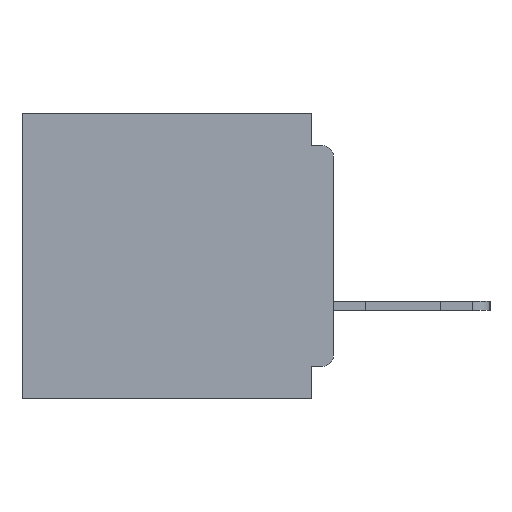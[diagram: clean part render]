
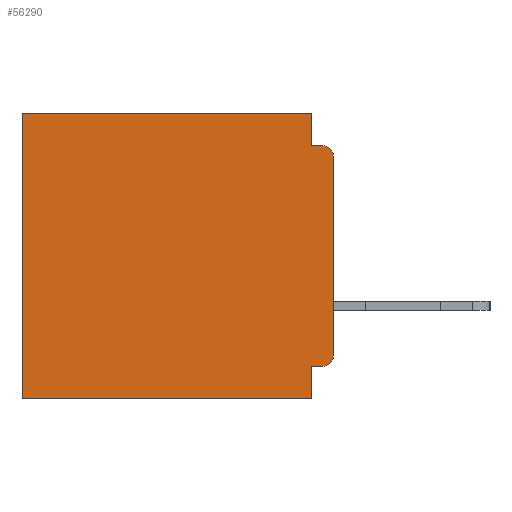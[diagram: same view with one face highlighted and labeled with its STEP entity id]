
A CAD part, left-side view. The second image highlights one B-rep face of the part: STEP entity #56290.
In plain terms, the highlighted planar face has unit normal (-1, 0, 0).
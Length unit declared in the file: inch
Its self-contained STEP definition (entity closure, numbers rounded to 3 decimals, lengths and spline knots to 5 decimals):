
#454 = LINE ( 'NONE', #16084, #32653 ) ;
#1510 = CARTESIAN_POINT ( 'NONE',  ( 0.3, 0.031, 0. ) ) ;
#2984 = VERTEX_POINT ( 'NONE', #38533 ) ;
#3595 = CARTESIAN_POINT ( 'NONE',  ( 0.3, 0.437, -0.4 ) ) ;
#4705 = VERTEX_POINT ( 'NONE', #43823 ) ;
#5060 = CARTESIAN_POINT ( 'NONE',  ( 0.3, 0., 0. ) ) ;
#5272 = PLANE ( 'NONE',  #50359 ) ;
#5466 = ORIENTED_EDGE ( 'NONE', *, *, #31434, .F. ) ;
#6208 = VERTEX_POINT ( 'NONE', #3595 ) ;
#6268 = LINE ( 'NONE', #39284, #38339 ) ;
#6338 = VECTOR ( 'NONE', #51048, 39.37008 ) ;
#6832 = EDGE_CURVE ( 'NONE', #14865, #12568, #6268, .T. ) ;
#6880 = VERTEX_POINT ( 'NONE', #38098 ) ;
#7420 = CARTESIAN_POINT ( 'NONE',  ( 0.3, 0.437, -0.4 ) ) ;
#7475 = LINE ( 'NONE', #10225, #17784 ) ;
#7774 = ORIENTED_EDGE ( 'NONE', *, *, #31780, .T. ) ;
#9208 = CIRCLE ( 'NONE', #46347, 0.015 ) ;
#10225 = CARTESIAN_POINT ( 'NONE',  ( 0.3, 0., -0.4 ) ) ;
#10252 = EDGE_CURVE ( 'NONE', #50045, #2984, #55871, .T. ) ;
#10837 = EDGE_CURVE ( 'NONE', #25260, #44998, #40235, .T. ) ;
#11222 = ORIENTED_EDGE ( 'NONE', *, *, #10252, .T. ) ;
#11937 = ORIENTED_EDGE ( 'NONE', *, *, #45356, .F. ) ;
#12568 = VERTEX_POINT ( 'NONE', #29606 ) ;
#14865 = VERTEX_POINT ( 'NONE', #37897 ) ;
#15762 = ORIENTED_EDGE ( 'NONE', *, *, #10837, .T. ) ;
#16084 = CARTESIAN_POINT ( 'NONE',  ( 0.3, 0.031, 0. ) ) ;
#17660 = CARTESIAN_POINT ( 'NONE',  ( 0.3, 0., -0.06 ) ) ;
#17784 = VECTOR ( 'NONE', #53563, 39.37008 ) ;
#18018 = CARTESIAN_POINT ( 'NONE',  ( 0.3, 0., -0.045 ) ) ;
#18125 = DIRECTION ( 'NONE',  ( 0., 1., 0. ) ) ;
#18715 = DIRECTION ( 'NONE',  ( 0., 0., -1. ) ) ;
#19404 = LINE ( 'NONE', #7420, #6338 ) ;
#20503 = DIRECTION ( 'NONE',  ( 0., 0., -1. ) ) ;
#20703 = VERTEX_POINT ( 'NONE', #55873 ) ;
#20960 = ORIENTED_EDGE ( 'NONE', *, *, #37427, .T. ) ;
#21990 = AXIS2_PLACEMENT_3D ( 'NONE', #49232, #23190, #53584 ) ;
#23190 = DIRECTION ( 'NONE',  ( -1., 0., 0. ) ) ;
#24140 = DIRECTION ( 'NONE',  ( 0., 0., -1. ) ) ;
#24289 = CARTESIAN_POINT ( 'NONE',  ( 0.3, 0.015, -0.34 ) ) ;
#24351 = FACE_OUTER_BOUND ( 'NONE', #53685, .T. ) ;
#25011 = LINE ( 'NONE', #50184, #26367 ) ;
#25260 = VERTEX_POINT ( 'NONE', #17660 ) ;
#25543 = LINE ( 'NONE', #18018, #48649 ) ;
#25660 = EDGE_CURVE ( 'NONE', #50045, #6880, #454, .T. ) ;
#26367 = VECTOR ( 'NONE', #24140, 39.37008 ) ;
#28694 = DIRECTION ( 'NONE',  ( 0., 0., -1. ) ) ;
#29606 = CARTESIAN_POINT ( 'NONE',  ( 0.3, 0.031, -0.355 ) ) ;
#30055 = ORIENTED_EDGE ( 'NONE', *, *, #25660, .F. ) ;
#31434 = EDGE_CURVE ( 'NONE', #6880, #44998, #25543, .T. ) ;
#31780 = EDGE_CURVE ( 'NONE', #2984, #6208, #19404, .T. ) ;
#32212 = CARTESIAN_POINT ( 'NONE',  ( 0.3, 0.015, -0.045 ) ) ;
#32653 = VECTOR ( 'NONE', #20503, 39.37008 ) ;
#32819 = VECTOR ( 'NONE', #18125, 39.37008 ) ;
#34030 = EDGE_CURVE ( 'NONE', #20703, #6208, #7475, .T. ) ;
#34819 = ORIENTED_EDGE ( 'NONE', *, *, #36901, .F. ) ;
#35322 = LINE ( 'NONE', #35407, #45530 ) ;
#35407 = CARTESIAN_POINT ( 'NONE',  ( 0.3, 0., -0.4 ) ) ;
#36901 = EDGE_CURVE ( 'NONE', #12568, #20703, #25011, .T. ) ;
#37427 = EDGE_CURVE ( 'NONE', #14865, #4705, #9208, .T. ) ;
#37897 = CARTESIAN_POINT ( 'NONE',  ( 0.3, 0.015, -0.355 ) ) ;
#38098 = CARTESIAN_POINT ( 'NONE',  ( 0.3, 0.031, -0.045 ) ) ;
#38339 = VECTOR ( 'NONE', #39347, 39.37008 ) ;
#38533 = CARTESIAN_POINT ( 'NONE',  ( 0.3, 0.437, 0. ) ) ;
#39284 = CARTESIAN_POINT ( 'NONE',  ( 0.3, 0., -0.355 ) ) ;
#39347 = DIRECTION ( 'NONE',  ( 0., 1., 0. ) ) ;
#39460 = ORIENTED_EDGE ( 'NONE', *, *, #34030, .F. ) ;
#40235 = CIRCLE ( 'NONE', #21990, 0.015 ) ;
#43823 = CARTESIAN_POINT ( 'NONE',  ( 0.3, 0., -0.34 ) ) ;
#44738 = DIRECTION ( 'NONE',  ( 1., 0., 0. ) ) ;
#44998 = VERTEX_POINT ( 'NONE', #32212 ) ;
#45356 = EDGE_CURVE ( 'NONE', #25260, #4705, #35322, .T. ) ;
#45530 = VECTOR ( 'NONE', #52686, 39.37008 ) ;
#46347 = AXIS2_PLACEMENT_3D ( 'NONE', #24289, #54667, #28694 ) ;
#47317 = ORIENTED_EDGE ( 'NONE', *, *, #6832, .F. ) ;
#48416 = DIRECTION ( 'NONE',  ( 0., -1., 0. ) ) ;
#48649 = VECTOR ( 'NONE', #48416, 39.37008 ) ;
#49232 = CARTESIAN_POINT ( 'NONE',  ( 0.3, 0.015, -0.06 ) ) ;
#50045 = VERTEX_POINT ( 'NONE', #1510 ) ;
#50184 = CARTESIAN_POINT ( 'NONE',  ( 0.3, 0.031, -0.4 ) ) ;
#50359 = AXIS2_PLACEMENT_3D ( 'NONE', #53274, #44738, #18715 ) ;
#51048 = DIRECTION ( 'NONE',  ( 0., 0., -1. ) ) ;
#52686 = DIRECTION ( 'NONE',  ( 0., 0., -1. ) ) ;
#53274 = CARTESIAN_POINT ( 'NONE',  ( 0.3, 0., -0.4 ) ) ;
#53563 = DIRECTION ( 'NONE',  ( 0., 1., 0. ) ) ;
#53584 = DIRECTION ( 'NONE',  ( 0., 0., -1. ) ) ;
#53685 = EDGE_LOOP ( 'NONE', ( #11937, #15762, #5466, #30055, #11222, #7774, #39460, #34819, #47317, #20960 ) ) ;
#54667 = DIRECTION ( 'NONE',  ( -1., 0., 0. ) ) ;
#55871 = LINE ( 'NONE', #5060, #32819 ) ;
#55873 = CARTESIAN_POINT ( 'NONE',  ( 0.3, 0.031, -0.4 ) ) ;
#56290 = ADVANCED_FACE ( 'NONE', ( #24351 ), #5272, .F. ) ;
